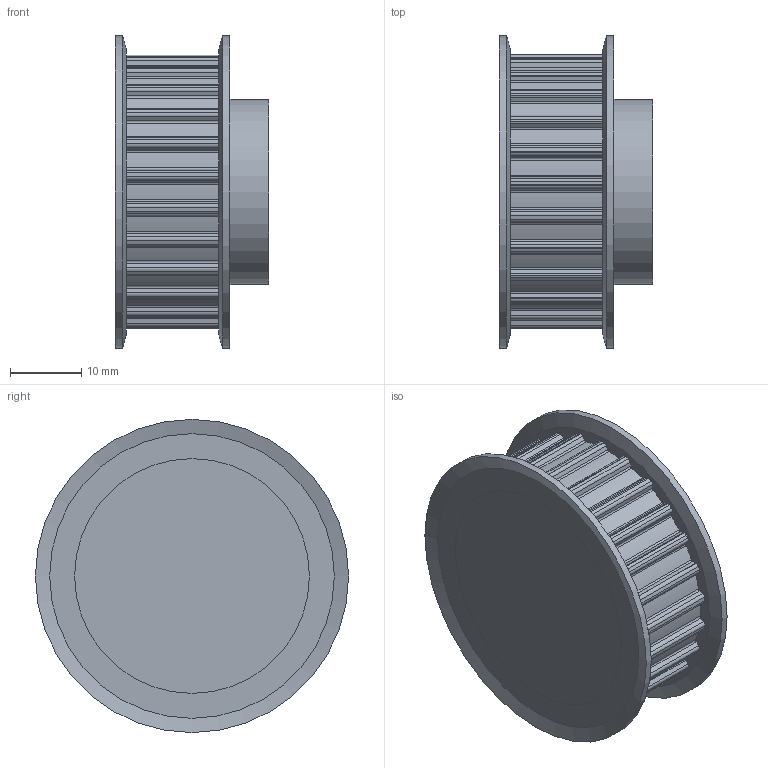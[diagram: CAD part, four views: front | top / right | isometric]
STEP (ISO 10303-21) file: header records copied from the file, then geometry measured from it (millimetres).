
FILE_DESCRIPTION(/* description */ ('Alibre Inc.'),/* implementation_level */ '2;1');
FILE_NAME(/* name */ 'export-BF92B2D4-C69B-496F-9FFB-BA64BCBFDEB8',/* time_stamp */ '2024-01-29T12:17:06+01:00',/* author */ (''),/* organization */ (''),/* preprocessor_version */ 'ST-DEVELOPER v17',/* originating_system */ 'Alibre',/* authorisation */ '');
FILE_SCHEMA (('AUTOMOTIVE_DESIGN'));
Length unit declared in the file: millimetre
Products named in the file (3): 60021025BODY; 5030000209; 60021025
Bounding box: 21.54 x 44 x 44 mm (x, y, z)
Volume: 20282.8 mm3; surface area: 7953.7 mm2
Topology: 3 solids, 3 shells, 239 faces, 694 edges, 464 vertices
Faces by surface type: cylinder 176, plane 59, cone 4
Full cylindrical faces by diameter (mm): 26 x1, 33 x4, 44 x2
Entity records: 7722 total; most frequent: DIRECTION 1371, ORIENTED_EDGE 1360, CARTESIAN_POINT 1331, EDGE_CURVE 680, AXIS2_PLACEMENT_3D 551, VERTEX_POINT 454, VECTOR 326, LINE 326
